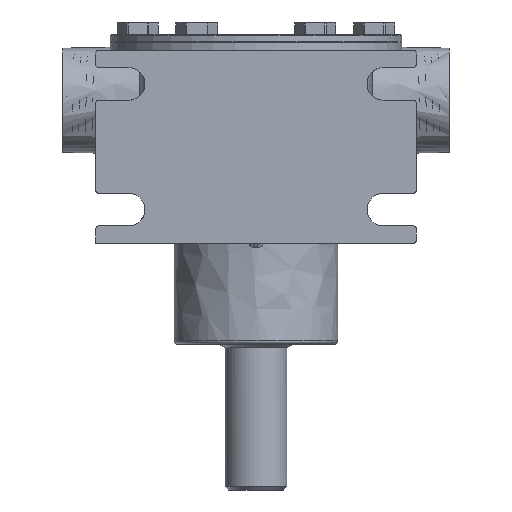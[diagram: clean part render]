
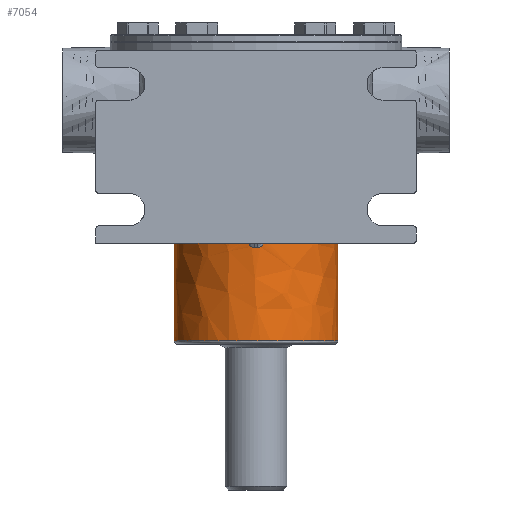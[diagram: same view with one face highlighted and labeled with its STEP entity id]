
A CAD part, front view. The second image highlights one B-rep face of the part: STEP entity #7054.
In plain terms, the highlighted free-form (B-spline) face has degree [2, 1] with [5, 2] control points.
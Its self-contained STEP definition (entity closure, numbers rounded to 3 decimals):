
#3555 = VERTEX_POINT('',#3556);
#3556 = CARTESIAN_POINT('',(-26.108,0.,47.574));
#3563 = VERTEX_POINT('',#3564);
#3564 = CARTESIAN_POINT('',(26.108,0.,
    47.574));
#3597 = EDGE_CURVE('',#3598,#3600,#3602,.T.);
#3598 = VERTEX_POINT('',#3599);
#3599 = CARTESIAN_POINT('',(26.108,0.,
    85.866));
#3600 = VERTEX_POINT('',#3601);
#3601 = CARTESIAN_POINT('',(2.901,-25.946,
    85.866));
#3602 = ( BOUNDED_CURVE() B_SPLINE_CURVE(2,(#3603,#3604,#3605),
.UNSPECIFIED.,.F.,.F.) B_SPLINE_CURVE_WITH_KNOTS((3,3),(0.,
1.459),.PIECEWISE_BEZIER_KNOTS.) CURVE() 
GEOMETRIC_REPRESENTATION_ITEM() RATIONAL_B_SPLINE_CURVE((1.,0.745
,1.)) REPRESENTATION_ITEM('') );
#3603 = CARTESIAN_POINT('',(26.108,0.,85.866));
#3604 = CARTESIAN_POINT('',(26.108,-23.352,
    85.866));
#3605 = CARTESIAN_POINT('',(2.901,-25.946,
    85.866));
#4352 = EDGE_CURVE('',#3598,#3563,#4353,.T.);
#4353 = B_SPLINE_CURVE_WITH_KNOTS('',1,(#4354,#4355),.UNSPECIFIED.,.F.,
  .F.,(2,2),(1.,34.),.PIECEWISE_BEZIER_KNOTS.);
#4354 = CARTESIAN_POINT('',(26.108,0.,
    85.866));
#4355 = CARTESIAN_POINT('',(26.108,0.,
    47.574));
#4358 = EDGE_CURVE('',#4359,#3555,#4361,.T.);
#4359 = VERTEX_POINT('',#4360);
#4360 = CARTESIAN_POINT('',(-26.108,0.,85.866));
#4361 = B_SPLINE_CURVE_WITH_KNOTS('',1,(#4362,#4363),.UNSPECIFIED.,.F.,
  .F.,(2,2),(1.,34.),.PIECEWISE_BEZIER_KNOTS.);
#4362 = CARTESIAN_POINT('',(-26.108,0.,85.866));
#4363 = CARTESIAN_POINT('',(-26.108,0.,47.574));
#6263 = VERTEX_POINT('',#6264);
#6264 = CARTESIAN_POINT('',(-2.901,-25.946,
    85.866));
#6275 = EDGE_CURVE('',#6276,#6263,#6278,.T.);
#6276 = VERTEX_POINT('',#6277);
#6277 = CARTESIAN_POINT('',(-2.901,-25.946,
    81.315));
#6278 = B_SPLINE_CURVE_WITH_KNOTS('',1,(#6279,#6280),.UNSPECIFIED.,.F.,
  .F.,(2,2),(-4.922,-1.),.PIECEWISE_BEZIER_KNOTS.);
#6279 = CARTESIAN_POINT('',(-2.901,-25.946,
    81.315));
#6280 = CARTESIAN_POINT('',(-2.901,-25.946,
    85.866));
#6836 = VERTEX_POINT('',#6837);
#6837 = CARTESIAN_POINT('',(2.901,-25.946,
    81.315));
#6842 = EDGE_CURVE('',#6836,#3600,#6843,.T.);
#6843 = B_SPLINE_CURVE_WITH_KNOTS('',1,(#6844,#6845),.UNSPECIFIED.,.F.,
  .F.,(2,2),(-4.922,-1.),.PIECEWISE_BEZIER_KNOTS.);
#6844 = CARTESIAN_POINT('',(2.901,-25.946,
    81.315));
#6845 = CARTESIAN_POINT('',(2.901,-25.946,
    85.866));
#7030 = VERTEX_POINT('',#7031);
#7031 = CARTESIAN_POINT('',(-0.58,-26.101,
    77.236));
#7036 = EDGE_CURVE('',#7030,#7037,#7039,.T.);
#7037 = VERTEX_POINT('',#7038);
#7038 = CARTESIAN_POINT('',(0.58,-26.101,
    77.236));
#7039 = ( BOUNDED_CURVE() B_SPLINE_CURVE(3,(#7040,#7041,#7042,#7043),
.UNSPECIFIED.,.F.,.F.) B_SPLINE_CURVE_WITH_KNOTS((4,4),(3.119,
3.164),.PIECEWISE_BEZIER_KNOTS.) CURVE() 
GEOMETRIC_REPRESENTATION_ITEM() RATIONAL_B_SPLINE_CURVE((1.,
1.,1.,1.)) REPRESENTATION_ITEM('') );
#7040 = CARTESIAN_POINT('',(-0.58,-26.101,
    77.236));
#7041 = CARTESIAN_POINT('',(-0.193,-26.11,
    77.249));
#7042 = CARTESIAN_POINT('',(0.193,-26.11,
    77.249));
#7043 = CARTESIAN_POINT('',(0.58,-26.101,
    77.236));
#7054 = ADVANCED_FACE('',(#7055),#7113,.T.);
#7055 = FACE_BOUND('',#7056,.T.);
#7056 = EDGE_LOOP('',(#7057,#7058,#7059,#7060,#7077,#7078,#7097,#7098,
    #7104,#7105));
#7057 = ORIENTED_EDGE('',*,*,#4352,.F.);
#7058 = ORIENTED_EDGE('',*,*,#3597,.T.);
#7059 = ORIENTED_EDGE('',*,*,#6842,.F.);
#7060 = ORIENTED_EDGE('',*,*,#7061,.T.);
#7061 = EDGE_CURVE('',#6836,#7037,#7062,.T.);
#7062 = B_SPLINE_CURVE_WITH_KNOTS('',3,(#7063,#7064,#7065,#7066,#7067,
    #7068,#7069,#7070,#7071,#7072,#7073,#7074,#7075,#7076),
  .UNSPECIFIED.,.F.,.F.,(4,2,2,2,2,2,4),(0.,0.001,
    0.002,0.002,0.003,
    0.004,0.004),.UNSPECIFIED.);
#7063 = CARTESIAN_POINT('',(2.901,-25.946,
    81.315));
#7064 = CARTESIAN_POINT('',(2.901,-25.946,
    80.884));
#7065 = CARTESIAN_POINT('',(2.867,-25.95,
    80.459));
#7066 = CARTESIAN_POINT('',(2.758,-25.962,
    79.831));
#7067 = CARTESIAN_POINT('',(2.712,-25.967,
    79.623));
#7068 = CARTESIAN_POINT('',(2.597,-25.978,
    79.212));
#7069 = CARTESIAN_POINT('',(2.526,-25.985,
    79.007));
#7070 = CARTESIAN_POINT('',(2.273,-26.009,
    78.411));
#7071 = CARTESIAN_POINT('',(2.049,-26.029,
    78.034));
#7072 = CARTESIAN_POINT('',(1.586,-26.06,
    77.584));
#7073 = CARTESIAN_POINT('',(1.409,-26.071,
    77.454));
#7074 = CARTESIAN_POINT('',(1.014,-26.089,
    77.275));
#7075 = CARTESIAN_POINT('',(0.798,-26.097,
    77.228));
#7076 = CARTESIAN_POINT('',(0.58,-26.101,
    77.236));
#7077 = ORIENTED_EDGE('',*,*,#7036,.F.);
#7078 = ORIENTED_EDGE('',*,*,#7079,.T.);
#7079 = EDGE_CURVE('',#7030,#6276,#7080,.T.);
#7080 = B_SPLINE_CURVE_WITH_KNOTS('',3,(#7081,#7082,#7083,#7084,#7085,
    #7086,#7087,#7088,#7089,#7090,#7091,#7092,#7093,#7094,#7095,#7096),
  .UNSPECIFIED.,.F.,.F.,(4,2,2,2,2,2,2,4),(0.,
    0.,0.001,0.001,
    0.002,0.002,0.003,
    0.004),.UNSPECIFIED.);
#7081 = CARTESIAN_POINT('',(-0.58,-26.101,
    77.236));
#7082 = CARTESIAN_POINT('',(-0.689,-26.099,
    77.232));
#7083 = CARTESIAN_POINT('',(-0.796,-26.096,
    77.242));
#7084 = CARTESIAN_POINT('',(-1.006,-26.089,
    77.285));
#7085 = CARTESIAN_POINT('',(-1.11,-26.084,
    77.319));
#7086 = CARTESIAN_POINT('',(-1.406,-26.071,
    77.453));
#7087 = CARTESIAN_POINT('',(-1.584,-26.06,
    77.582));
#7088 = CARTESIAN_POINT('',(-1.892,-26.04,
    77.881));
#7089 = CARTESIAN_POINT('',(-2.026,-26.029,
    78.051));
#7090 = CARTESIAN_POINT('',(-2.258,-26.01,
    78.415));
#7091 = CARTESIAN_POINT('',(-2.356,-26.002,
    78.605));
#7092 = CARTESIAN_POINT('',(-2.607,-25.978,
    79.195));
#7093 = CARTESIAN_POINT('',(-2.721,-25.966,
    79.615));
#7094 = CARTESIAN_POINT('',(-2.867,-25.95,
    80.457));
#7095 = CARTESIAN_POINT('',(-2.901,-25.946,
    80.884));
#7096 = CARTESIAN_POINT('',(-2.901,-25.946,
    81.315));
#7097 = ORIENTED_EDGE('',*,*,#6275,.T.);
#7098 = ORIENTED_EDGE('',*,*,#7099,.T.);
#7099 = EDGE_CURVE('',#6263,#4359,#7100,.T.);
#7100 = ( BOUNDED_CURVE() B_SPLINE_CURVE(2,(#7101,#7102,#7103),
.UNSPECIFIED.,.F.,.F.) B_SPLINE_CURVE_WITH_KNOTS((3,3),(1.682,
3.142),.PIECEWISE_BEZIER_KNOTS.) CURVE() 
GEOMETRIC_REPRESENTATION_ITEM() RATIONAL_B_SPLINE_CURVE((1.,0.745
,1.)) REPRESENTATION_ITEM('') );
#7101 = CARTESIAN_POINT('',(-2.901,-25.946,
    85.866));
#7102 = CARTESIAN_POINT('',(-26.108,-23.352,
    85.866));
#7103 = CARTESIAN_POINT('',(-26.108,0.,
    85.866));
#7104 = ORIENTED_EDGE('',*,*,#4358,.T.);
#7105 = ORIENTED_EDGE('',*,*,#7106,.T.);
#7106 = EDGE_CURVE('',#3555,#3563,#7107,.T.);
#7107 = ( BOUNDED_CURVE() B_SPLINE_CURVE(2,(#7108,#7109,#7110,#7111,
#7112),.UNSPECIFIED.,.F.,.F.) B_SPLINE_CURVE_WITH_KNOTS((3,2,3),(
    3.142,4.712,6.283),
.PIECEWISE_BEZIER_KNOTS.) CURVE() GEOMETRIC_REPRESENTATION_ITEM() 
RATIONAL_B_SPLINE_CURVE((1.,0.707,1.,0.707,1.)) 
REPRESENTATION_ITEM('') );
#7108 = CARTESIAN_POINT('',(-26.108,0.,
    47.574));
#7109 = CARTESIAN_POINT('',(-26.108,-26.108,
    47.574));
#7110 = CARTESIAN_POINT('',(0.,-26.108,
    47.574));
#7111 = CARTESIAN_POINT('',(26.108,-26.108,
    47.574));
#7112 = CARTESIAN_POINT('',(26.108,0.,
    47.574));
#7113 = ( BOUNDED_SURFACE() B_SPLINE_SURFACE(2,1,(
    (#7114,#7115)
    ,(#7116,#7117)
    ,(#7118,#7119)
    ,(#7120,#7121)
    ,(#7122,#7123
)),.UNSPECIFIED.,.F.,.F.,.F.) B_SPLINE_SURFACE_WITH_KNOTS((3,2,3),(2,2),
  (3.142,4.712,6.283),(1.,34.),
.PIECEWISE_BEZIER_KNOTS.) GEOMETRIC_REPRESENTATION_ITEM() 
RATIONAL_B_SPLINE_SURFACE((
    (1.,1.)
    ,(0.707,0.707)
    ,(1.,1.)
    ,(0.707,0.707)
,(1.,1.))) REPRESENTATION_ITEM('') SURFACE() );
#7114 = CARTESIAN_POINT('',(26.108,0.,
    85.866));
#7115 = CARTESIAN_POINT('',(26.108,0.,
    47.574));
#7116 = CARTESIAN_POINT('',(26.108,-26.108,
    85.866));
#7117 = CARTESIAN_POINT('',(26.108,-26.108,
    47.574));
#7118 = CARTESIAN_POINT('',(0.,-26.108,
    85.866));
#7119 = CARTESIAN_POINT('',(0.,-26.108,
    47.574));
#7120 = CARTESIAN_POINT('',(-26.108,-26.108,
    85.866));
#7121 = CARTESIAN_POINT('',(-26.108,-26.108,
    47.574));
#7122 = CARTESIAN_POINT('',(-26.108,0.,
    85.866));
#7123 = CARTESIAN_POINT('',(-26.108,0.,
    47.574));
